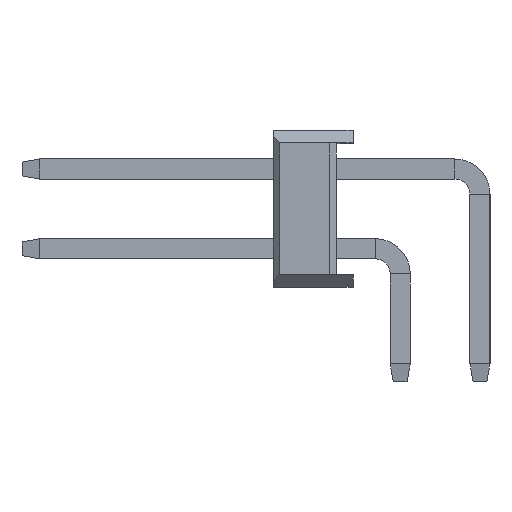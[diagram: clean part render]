
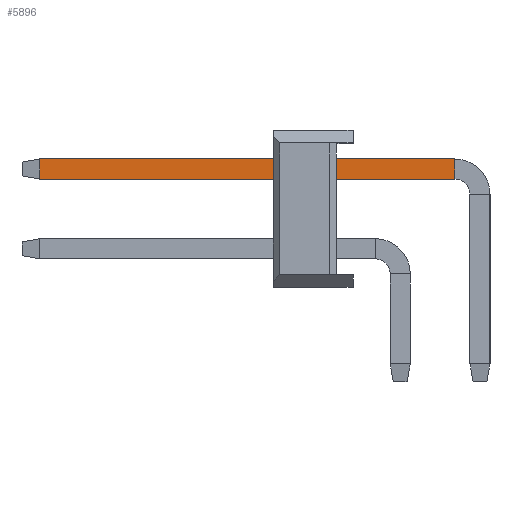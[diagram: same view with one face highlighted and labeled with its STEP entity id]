
A CAD part, left-side view. The second image highlights one B-rep face of the part: STEP entity #5896.
In plain terms, the highlighted planar face has unit normal (-1, 0, 0).
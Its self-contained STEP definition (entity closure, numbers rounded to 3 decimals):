
#110 = VERTEX_POINT ( 'NONE', #14391 ) ;
#156 = LINE ( 'NONE', #11757, #3533 ) ;
#804 = CARTESIAN_POINT ( 'NONE',  ( -20.64, 10.54, 0.95 ) ) ;
#1001 = VECTOR ( 'NONE', #3727, 1000. ) ;
#1161 = DIRECTION ( 'NONE',  ( 0., -1., 0. ) ) ;
#1616 = VERTEX_POINT ( 'NONE', #15241 ) ;
#1785 = ORIENTED_EDGE ( 'NONE', *, *, #6695, .T. ) ;
#2637 = ORIENTED_EDGE ( 'NONE', *, *, #17999, .F. ) ;
#2868 = ORIENTED_EDGE ( 'NONE', *, *, #3608, .T. ) ;
#3533 = VECTOR ( 'NONE', #8918, 1000. ) ;
#3608 = EDGE_CURVE ( 'NONE', #110, #4247, #156, .T. ) ;
#3616 = DIRECTION ( 'NONE',  ( 0., 0., -1. ) ) ;
#3727 = DIRECTION ( 'NONE',  ( 0., -1., 0. ) ) ;
#4247 = VERTEX_POINT ( 'NONE', #13993 ) ;
#4747 = VECTOR ( 'NONE', #3616, 1000. ) ;
#5896 = ADVANCED_FACE ( 'NONE', ( #14100 ), #10715, .F. ) ;
#6632 = LINE ( 'NONE', #11061, #10429 ) ;
#6695 = EDGE_CURVE ( 'NONE', #4247, #12708, #12301, .T. ) ;
#7008 = ORIENTED_EDGE ( 'NONE', *, *, #10032, .F. ) ;
#8456 = EDGE_LOOP ( 'NONE', ( #2637, #2868, #1785, #7008 ) ) ;
#8918 = DIRECTION ( 'NONE',  ( 0., 0., -1. ) ) ;
#9352 = DIRECTION ( 'NONE',  ( 0., 0., -1. ) ) ;
#9443 = CARTESIAN_POINT ( 'NONE',  ( -20.64, -3.24, 0.95 ) ) ;
#10032 = EDGE_CURVE ( 'NONE', #1616, #12708, #16499, .T. ) ;
#10429 = VECTOR ( 'NONE', #1161, 1000. ) ;
#10715 = PLANE ( 'NONE',  #18058 ) ;
#11061 = CARTESIAN_POINT ( 'NONE',  ( -20.64, 10.54, 1.59 ) ) ;
#11757 = CARTESIAN_POINT ( 'NONE',  ( -20.64, 9.973, 1.59 ) ) ;
#12301 = LINE ( 'NONE', #804, #1001 ) ;
#12708 = VERTEX_POINT ( 'NONE', #9443 ) ;
#13993 = CARTESIAN_POINT ( 'NONE',  ( -20.64, 9.973, 0.95 ) ) ;
#14100 = FACE_OUTER_BOUND ( 'NONE', #8456, .T. ) ;
#14391 = CARTESIAN_POINT ( 'NONE',  ( -20.64, 9.973, 1.59 ) ) ;
#15241 = CARTESIAN_POINT ( 'NONE',  ( -20.64, -3.24, 1.59 ) ) ;
#16432 = CARTESIAN_POINT ( 'NONE',  ( -20.64, 10.54, 1.59 ) ) ;
#16499 = LINE ( 'NONE', #17745, #4747 ) ;
#17745 = CARTESIAN_POINT ( 'NONE',  ( -20.64, -3.24, 1.59 ) ) ;
#17867 = DIRECTION ( 'NONE',  ( 1., 0., 0. ) ) ;
#17999 = EDGE_CURVE ( 'NONE', #110, #1616, #6632, .T. ) ;
#18058 = AXIS2_PLACEMENT_3D ( 'NONE', #16432, #17867, #9352 ) ;
